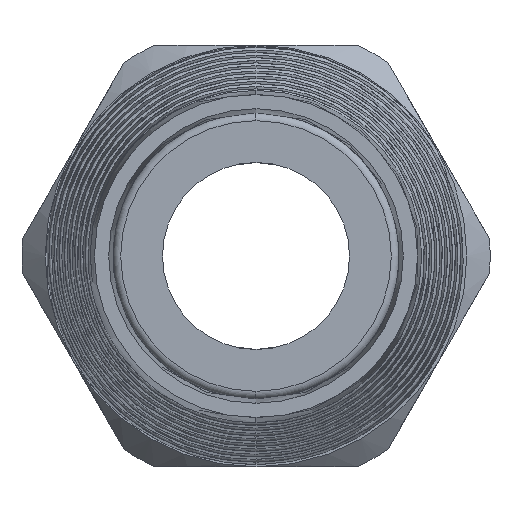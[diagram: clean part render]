
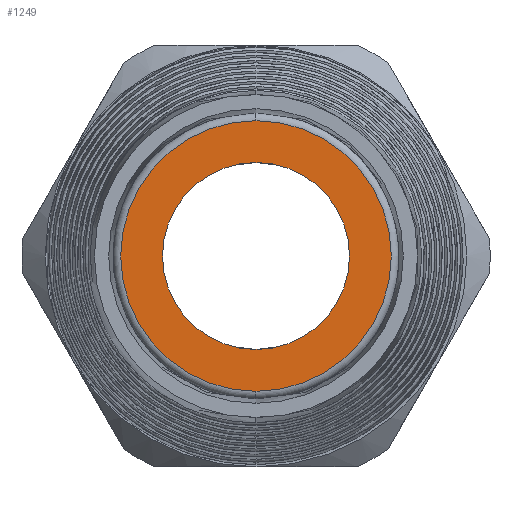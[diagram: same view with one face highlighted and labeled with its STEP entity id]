
A CAD part, left-side view. The second image highlights one B-rep face of the part: STEP entity #1249.
In plain terms, the highlighted planar face has unit normal (-1, 0, 0).
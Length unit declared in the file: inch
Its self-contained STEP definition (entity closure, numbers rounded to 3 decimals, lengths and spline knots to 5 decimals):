
#1249 = ADVANCED_FACE ( 'NONE', ( #12939, #12938 ), #12937, .T. ) ;
#1250 = ORIENTED_EDGE ( 'NONE', *, *, #1253, .T. ) ;
#1251 = EDGE_CURVE ( 'NONE', #1326, #1325, #12998, .T. ) ;
#1252 = EDGE_LOOP ( 'NONE', ( #1250, #1254 ) ) ;
#1253 = EDGE_CURVE ( 'NONE', #1302, #1321, #12992, .T. ) ;
#1254 = ORIENTED_EDGE ( 'NONE', *, *, #1315, .T. ) ;
#1255 = EDGE_LOOP ( 'NONE', ( #1256, #1273 ) ) ;
#1256 = ORIENTED_EDGE ( 'NONE', *, *, #1324, .F. ) ;
#1273 = ORIENTED_EDGE ( 'NONE', *, *, #1251, .F. ) ;
#1302 = VERTEX_POINT ( 'NONE', #13044 ) ;
#1315 = EDGE_CURVE ( 'NONE', #1321, #1302, #13066, .T. ) ;
#1321 = VERTEX_POINT ( 'NONE', #13122 ) ;
#1324 = EDGE_CURVE ( 'NONE', #1325, #1326, #13114, .T. ) ;
#1325 = VERTEX_POINT ( 'NONE', #13110 ) ;
#1326 = VERTEX_POINT ( 'NONE', #13109 ) ;
#12933 = DIRECTION ( 'NONE',  ( 0., 0., 1. ) ) ;
#12934 = DIRECTION ( 'NONE',  ( -1., 0., 0. ) ) ;
#12935 = CARTESIAN_POINT ( 'NONE',  ( -1.38, 0.34, 0. ) ) ;
#12936 = AXIS2_PLACEMENT_3D ( 'NONE', #12935, #12934, #12933 ) ;
#12937 = PLANE ( 'NONE',  #12936 ) ;
#12938 = FACE_OUTER_BOUND ( 'NONE', #1255, .T. ) ;
#12939 = FACE_BOUND ( 'NONE', #1252, .T. ) ;
#12988 = DIRECTION ( 'NONE',  ( 0., 0., -1. ) ) ;
#12989 = DIRECTION ( 'NONE',  ( 1., 0., 0. ) ) ;
#12990 = CARTESIAN_POINT ( 'NONE',  ( -1.38, 0., 0. ) ) ;
#12991 = AXIS2_PLACEMENT_3D ( 'NONE', #12990, #12989, #12988 ) ;
#12992 = CIRCLE ( 'NONE', #12991, 0.235 ) ;
#12993 = DIRECTION ( 'NONE',  ( 0., 0., -1. ) ) ;
#12994 = DIRECTION ( 'NONE',  ( 1., 0., 0. ) ) ;
#12995 = CARTESIAN_POINT ( 'NONE',  ( -1.38, 0., 0. ) ) ;
#12996 = AXIS2_PLACEMENT_3D ( 'NONE', #12995, #12994, #12993 ) ;
#12998 = CIRCLE ( 'NONE', #12996, 0.34 ) ;
#13044 = CARTESIAN_POINT ( 'NONE',  ( -1.38, 0., -0.235 ) ) ;
#13062 = DIRECTION ( 'NONE',  ( 0., 0., -1. ) ) ;
#13063 = DIRECTION ( 'NONE',  ( 1., 0., 0. ) ) ;
#13064 = CARTESIAN_POINT ( 'NONE',  ( -1.38, 0., 0. ) ) ;
#13065 = AXIS2_PLACEMENT_3D ( 'NONE', #13064, #13063, #13062 ) ;
#13066 = CIRCLE ( 'NONE', #13065, 0.235 ) ;
#13109 = CARTESIAN_POINT ( 'NONE',  ( -1.38, 0., 0.34 ) ) ;
#13110 = CARTESIAN_POINT ( 'NONE',  ( -1.38, 0., -0.34 ) ) ;
#13111 = DIRECTION ( 'NONE',  ( 0., 0., -1. ) ) ;
#13112 = DIRECTION ( 'NONE',  ( 1., 0., 0. ) ) ;
#13113 = AXIS2_PLACEMENT_3D ( 'NONE', #13119, #13112, #13111 ) ;
#13114 = CIRCLE ( 'NONE', #13113, 0.34 ) ;
#13119 = CARTESIAN_POINT ( 'NONE',  ( -1.38, 0., 0. ) ) ;
#13122 = CARTESIAN_POINT ( 'NONE',  ( -1.38, 0., 0.235 ) ) ;
